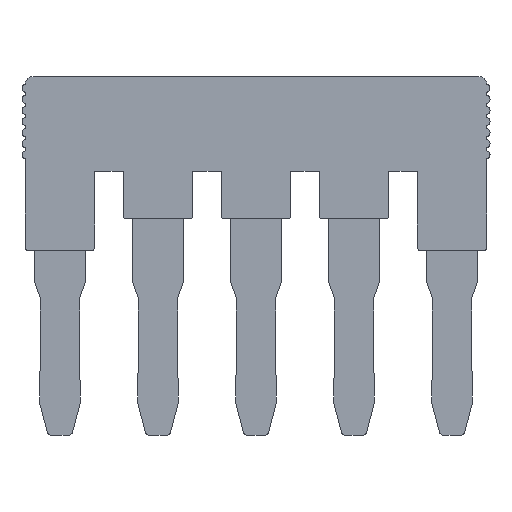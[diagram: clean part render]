
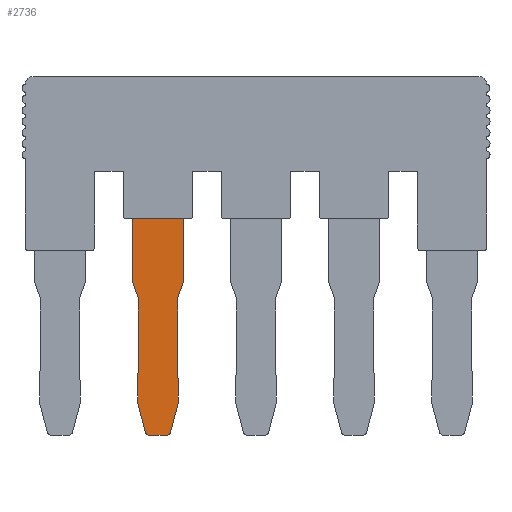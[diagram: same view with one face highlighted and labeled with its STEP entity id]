
A CAD part, top view. The second image highlights one B-rep face of the part: STEP entity #2736.
In plain terms, the highlighted planar face has unit normal (0, 0, 1).
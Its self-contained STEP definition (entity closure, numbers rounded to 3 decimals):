
#303=DIRECTION('',(-1.,0.,0.));
#304=VECTOR('',#303,3.2);
#305=CARTESIAN_POINT('',(-4.6,-9.,1.05));
#306=LINE('',#305,#304);
#965=DIRECTION('',(0.,-1.,0.));
#966=VECTOR('',#965,4.);
#967=CARTESIAN_POINT('',(-7.8,-9.,1.05));
#968=LINE('',#967,#966);
#977=DIRECTION('',(0.33,-0.944,0.));
#978=VECTOR('',#977,1.059);
#979=CARTESIAN_POINT('',(-7.8,-13.,1.05));
#980=LINE('',#979,#978);
#989=DIRECTION('',(0.,-1.,0.));
#990=VECTOR('',#989,3.644);
#991=CARTESIAN_POINT('',(-7.45,-14.,1.05));
#992=LINE('',#991,#990);
#1001=DIRECTION('',(-0.012,-1.,0.));
#1002=VECTOR('',#1001,2.557);
#1003=CARTESIAN_POINT('',(-7.45,-17.644,1.05));
#1004=LINE('',#1003,#1002);
#1013=DIRECTION('',(0.,-1.,0.));
#1014=VECTOR('',#1013,0.5);
#1015=CARTESIAN_POINT('',(-7.48,-20.201,1.05));
#1016=LINE('',#1015,#1014);
#1025=DIRECTION('',(0.258,-0.966,0.));
#1026=VECTOR('',#1025,1.84);
#1027=CARTESIAN_POINT('',(-7.48,-20.701,1.05));
#1028=LINE('',#1027,#1026);
#1038=CARTESIAN_POINT('',(-6.716,-22.401,1.05));
#1039=DIRECTION('',(0.,0.,1.));
#1040=DIRECTION('',(-0.966,-0.258,0.));
#1041=AXIS2_PLACEMENT_3D('',#1038,#1039,#1040);
#1051=DIRECTION('',(1.,0.,0.));
#1052=VECTOR('',#1051,1.031);
#1053=CARTESIAN_POINT('',(-6.716,-22.701,1.05));
#1054=LINE('',#1053,#1052);
#1064=CARTESIAN_POINT('',(-5.684,-22.401,1.05));
#1065=DIRECTION('',(0.,0.,1.));
#1066=DIRECTION('',(0.,-1.,0.));
#1067=AXIS2_PLACEMENT_3D('',#1064,#1065,#1066);
#1077=DIRECTION('',(0.258,0.966,0.));
#1078=VECTOR('',#1077,1.84);
#1079=CARTESIAN_POINT('',(-5.394,-22.478,1.05));
#1080=LINE('',#1079,#1078);
#1089=DIRECTION('',(0.,1.,0.));
#1090=VECTOR('',#1089,0.5);
#1091=CARTESIAN_POINT('',(-4.92,-20.701,1.05));
#1092=LINE('',#1091,#1090);
#1101=DIRECTION('',(-0.012,1.,0.));
#1102=VECTOR('',#1101,2.557);
#1103=CARTESIAN_POINT('',(-4.92,-20.201,1.05));
#1104=LINE('',#1103,#1102);
#1113=DIRECTION('',(0.,1.,0.));
#1114=VECTOR('',#1113,3.644);
#1115=CARTESIAN_POINT('',(-4.95,-17.644,1.05));
#1116=LINE('',#1115,#1114);
#1125=DIRECTION('',(0.33,0.944,0.));
#1126=VECTOR('',#1125,1.059);
#1127=CARTESIAN_POINT('',(-4.95,-14.,1.05));
#1128=LINE('',#1127,#1126);
#1137=DIRECTION('',(0.,1.,0.));
#1138=VECTOR('',#1137,4.);
#1139=CARTESIAN_POINT('',(-4.6,-13.,1.05));
#1140=LINE('',#1139,#1138);
#1993=CARTESIAN_POINT('',(-7.8,-9.,1.05));
#1994=CARTESIAN_POINT('',(-7.8,-13.,1.05));
#1995=VERTEX_POINT('',#1993);
#1996=VERTEX_POINT('',#1994);
#1997=CARTESIAN_POINT('',(-7.45,-14.,1.05));
#1998=VERTEX_POINT('',#1997);
#1999=CARTESIAN_POINT('',(-7.45,-17.644,1.05));
#2000=VERTEX_POINT('',#1999);
#2001=CARTESIAN_POINT('',(-7.48,-20.201,1.05));
#2002=VERTEX_POINT('',#2001);
#2003=CARTESIAN_POINT('',(-7.48,-20.701,1.05));
#2004=VERTEX_POINT('',#2003);
#2005=CARTESIAN_POINT('',(-7.006,-22.478,1.05));
#2006=VERTEX_POINT('',#2005);
#2007=CARTESIAN_POINT('',(-6.716,-22.701,1.05));
#2008=VERTEX_POINT('',#2007);
#2009=CARTESIAN_POINT('',(-5.684,-22.701,1.05));
#2010=VERTEX_POINT('',#2009);
#2011=CARTESIAN_POINT('',(-5.394,-22.478,1.05));
#2012=VERTEX_POINT('',#2011);
#2013=CARTESIAN_POINT('',(-4.92,-20.701,1.05));
#2014=VERTEX_POINT('',#2013);
#2015=CARTESIAN_POINT('',(-4.92,-20.201,1.05));
#2016=VERTEX_POINT('',#2015);
#2017=CARTESIAN_POINT('',(-4.95,-17.644,1.05));
#2018=VERTEX_POINT('',#2017);
#2019=CARTESIAN_POINT('',(-4.95,-14.,1.05));
#2020=VERTEX_POINT('',#2019);
#2021=CARTESIAN_POINT('',(-4.6,-13.,1.05));
#2022=VERTEX_POINT('',#2021);
#2023=CARTESIAN_POINT('',(-4.6,-9.,1.05));
#2024=VERTEX_POINT('',#2023);
#2697=CARTESIAN_POINT('',(0.,0.,1.05));
#2698=DIRECTION('',(0.,0.,1.));
#2699=DIRECTION('',(1.,0.,0.));
#2700=AXIS2_PLACEMENT_3D('',#2697,#2698,#2699);
#2701=PLANE('',#2700);
#2703=ORIENTED_EDGE('',*,*,#2702,.F.);
#2705=ORIENTED_EDGE('',*,*,#2704,.F.);
#2707=ORIENTED_EDGE('',*,*,#2706,.F.);
#2709=ORIENTED_EDGE('',*,*,#2708,.F.);
#2711=ORIENTED_EDGE('',*,*,#2710,.F.);
#2713=ORIENTED_EDGE('',*,*,#2712,.F.);
#2715=ORIENTED_EDGE('',*,*,#2714,.F.);
#2717=ORIENTED_EDGE('',*,*,#2716,.F.);
#2719=ORIENTED_EDGE('',*,*,#2718,.F.);
#2721=ORIENTED_EDGE('',*,*,#2720,.F.);
#2723=ORIENTED_EDGE('',*,*,#2722,.F.);
#2725=ORIENTED_EDGE('',*,*,#2724,.F.);
#2727=ORIENTED_EDGE('',*,*,#2726,.F.);
#2729=ORIENTED_EDGE('',*,*,#2728,.F.);
#2731=ORIENTED_EDGE('',*,*,#2730,.F.);
#2733=ORIENTED_EDGE('',*,*,#2732,.F.);
#2734=EDGE_LOOP('',(#2703,#2705,#2707,#2709,#2711,#2713,#2715,#2717,#2719,#2721,
#2723,#2725,#2727,#2729,#2731,#2733));
#2735=FACE_OUTER_BOUND('',#2734,.F.);
#2736=ADVANCED_FACE('',(#2735),#2701,.T.);
#1042=CIRCLE('',#1041,0.3);
#1068=CIRCLE('',#1067,0.3);
#2702=EDGE_CURVE('',#1995,#1996,#968,.T.);
#2704=EDGE_CURVE('',#2024,#1995,#306,.T.);
#2706=EDGE_CURVE('',#2022,#2024,#1140,.T.);
#2708=EDGE_CURVE('',#2020,#2022,#1128,.T.);
#2710=EDGE_CURVE('',#2018,#2020,#1116,.T.);
#2712=EDGE_CURVE('',#2016,#2018,#1104,.T.);
#2714=EDGE_CURVE('',#2014,#2016,#1092,.T.);
#2716=EDGE_CURVE('',#2012,#2014,#1080,.T.);
#2718=EDGE_CURVE('',#2010,#2012,#1068,.T.);
#2720=EDGE_CURVE('',#2008,#2010,#1054,.T.);
#2722=EDGE_CURVE('',#2006,#2008,#1042,.T.);
#2724=EDGE_CURVE('',#2004,#2006,#1028,.T.);
#2726=EDGE_CURVE('',#2002,#2004,#1016,.T.);
#2728=EDGE_CURVE('',#2000,#2002,#1004,.T.);
#2730=EDGE_CURVE('',#1998,#2000,#992,.T.);
#2732=EDGE_CURVE('',#1996,#1998,#980,.T.);
